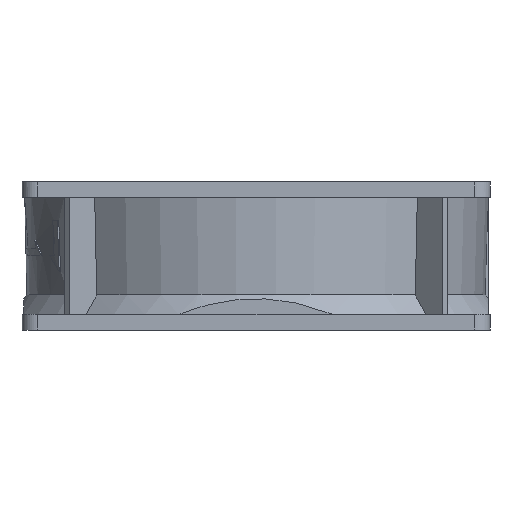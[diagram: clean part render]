
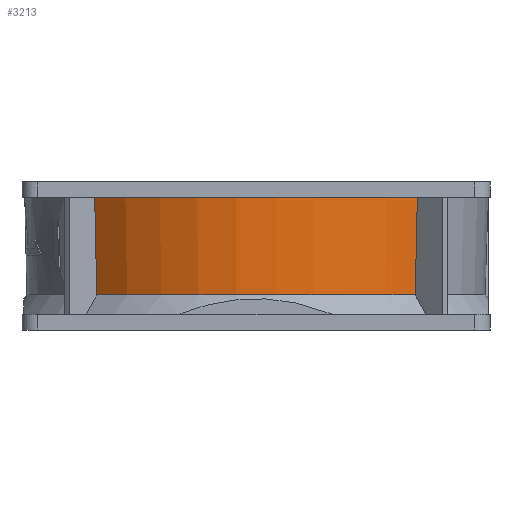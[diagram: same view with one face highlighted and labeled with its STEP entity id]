
A CAD part, front view. The second image highlights one B-rep face of the part: STEP entity #3213.
In plain terms, the highlighted free-form (B-spline) face has degree [1, 3] with [2, 4] control points.
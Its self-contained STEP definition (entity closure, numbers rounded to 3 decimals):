
#352 = EDGE_CURVE ( 'NONE', #19171, #8302, #10270, .T. ) ;
#466 = ORIENTED_EDGE ( 'NONE', *, *, #5044, .F. ) ;
#922 = CARTESIAN_POINT ( 'NONE',  ( -41.753, -42.391, 34. ) ) ;
#1276 = DIRECTION ( 'NONE',  ( 0., 0., 1. ) ) ;
#2574 = LINE ( 'NONE', #4164, #21854 ) ;
#3213 = ADVANCED_FACE ( 'NONE', ( #13409 ), #18473, .F. ) ;
#4164 = CARTESIAN_POINT ( 'NONE',  ( -40.829, -42.244, 9. ) ) ;
#4968 = CARTESIAN_POINT ( 'NONE',  ( 0., 0., 34. ) ) ;
#5044 = EDGE_CURVE ( 'NONE', #19171, #19946, #2574, .T. ) ;
#6576 = VECTOR ( 'NONE', #20880, 1000. ) ;
#7128 = CARTESIAN_POINT ( 'NONE',  ( 40.829, -42.244, 9. ) ) ;
#7137 = EDGE_LOOP ( 'NONE', ( #10673, #15159, #466, #10978 ) ) ;
#8302 = VERTEX_POINT ( 'NONE', #7128 ) ;
#9146 = CARTESIAN_POINT ( 'NONE',  ( 41.36, -42.774, 34. ) ) ;
#9299 = CARTESIAN_POINT ( 'NONE',  ( 0., 0., 9. ) ) ;
#9334 = AXIS2_PLACEMENT_3D ( 'NONE', #4968, #1276, #18144 ) ;
#9781 = AXIS2_PLACEMENT_3D ( 'NONE', #9299, #13372, #22315 ) ;
#10270 = CIRCLE ( 'NONE', #9781, 58.75 ) ;
#10673 = ORIENTED_EDGE ( 'NONE', *, *, #21256, .F. ) ;
#10978 = ORIENTED_EDGE ( 'NONE', *, *, #352, .T. ) ;
#11545 = LINE ( 'NONE', #13738, #6576 ) ;
#11697 = DIRECTION ( 'NONE',  ( -0.021, -0.021, 1. ) ) ;
#12350 = CARTESIAN_POINT ( 'NONE',  ( 17.218, -66.556, 34. ) ) ;
#13372 = DIRECTION ( 'NONE',  ( 0., 0., 1. ) ) ;
#13409 = FACE_OUTER_BOUND ( 'NONE', #7137, .T. ) ;
#13738 = CARTESIAN_POINT ( 'NONE',  ( 41.36, -42.774, 34. ) ) ;
#13897 = CARTESIAN_POINT ( 'NONE',  ( 41.753, -42.391, 34. ) ) ;
#14057 = CARTESIAN_POINT ( 'NONE',  ( 17.001, -65.717, 9. ) ) ;
#15159 = ORIENTED_EDGE ( 'NONE', *, *, #23822, .F. ) ;
#17555 = CIRCLE ( 'NONE', #9334, 59.5 ) ;
#17793 = CARTESIAN_POINT ( 'NONE',  ( -17.218, -66.556, 34. ) ) ;
#18144 = DIRECTION ( 'NONE',  ( 1., 0., 0. ) ) ;
#18355 = CARTESIAN_POINT ( 'NONE',  ( -40.829, -42.244, 9. ) ) ;
#18473 =( BOUNDED_SURFACE ( )  B_SPLINE_SURFACE ( 1, 3, ( 
 ( #23450, #21462, #14057, #19397 ),
 ( #922, #17793, #12350, #13897 ) ),
 .UNSPECIFIED., .F., .F., .F. ) 
 B_SPLINE_SURFACE_WITH_KNOTS ( ( 2, 2 ),
 ( 4, 4 ),
 ( 0., 1. ),
 ( 0., 1. ),
 .UNSPECIFIED. ) 
 GEOMETRIC_REPRESENTATION_ITEM ( )  RATIONAL_B_SPLINE_SURFACE ( (
 ( 1., 0.808, 0.808, 1.),
 ( 1., 0.808, 0.808, 1.) ) ) 
 REPRESENTATION_ITEM ( '' )  SURFACE ( )  );
#19171 = VERTEX_POINT ( 'NONE', #18355 ) ;
#19397 = CARTESIAN_POINT ( 'NONE',  ( 41.226, -41.856, 9. ) ) ;
#19946 = VERTEX_POINT ( 'NONE', #22892 ) ;
#20880 = DIRECTION ( 'NONE',  ( -0.021, 0.021, -1. ) ) ;
#21256 = EDGE_CURVE ( 'NONE', #22779, #8302, #11545, .T. ) ;
#21462 = CARTESIAN_POINT ( 'NONE',  ( -17.001, -65.717, 9. ) ) ;
#21854 = VECTOR ( 'NONE', #11697, 1000. ) ;
#22315 = DIRECTION ( 'NONE',  ( 1., 0., 0. ) ) ;
#22779 = VERTEX_POINT ( 'NONE', #9146 ) ;
#22892 = CARTESIAN_POINT ( 'NONE',  ( -41.36, -42.774, 34. ) ) ;
#23450 = CARTESIAN_POINT ( 'NONE',  ( -41.226, -41.856, 9. ) ) ;
#23822 = EDGE_CURVE ( 'NONE', #19946, #22779, #17555, .T. ) ;
